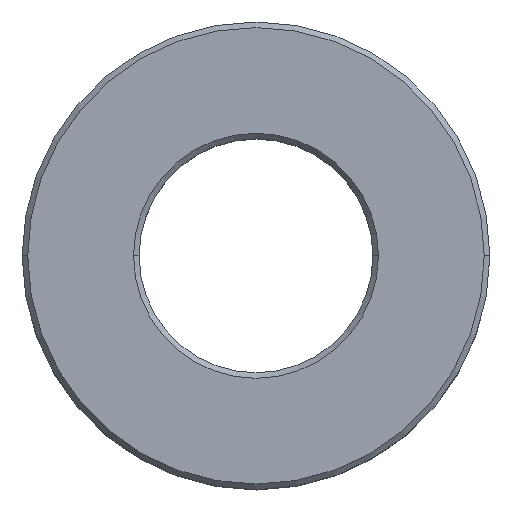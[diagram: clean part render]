
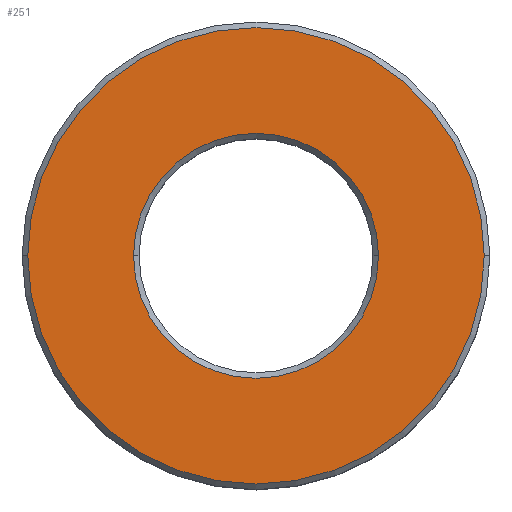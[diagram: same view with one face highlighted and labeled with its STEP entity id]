
A CAD part, top view. The second image highlights one B-rep face of the part: STEP entity #251.
In plain terms, the highlighted planar face has unit normal (0, 0, 1).
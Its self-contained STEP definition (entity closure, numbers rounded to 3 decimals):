
#229=EDGE_CURVE('',#391,#441,#605,.T.);
#251=ADVANCED_FACE('',(#631,#632),#633,.T.);
#323=VERTEX_POINT('',#714);
#331=EDGE_CURVE('',#323,#449,#723,.T.);
#383=EDGE_CURVE('',#441,#391,#784,.T.);
#391=VERTEX_POINT('',#794);
#441=VERTEX_POINT('',#851);
#449=VERTEX_POINT('',#860);
#467=EDGE_CURVE('',#449,#323,#878,.T.);
#605=CIRCLE('',#1034,5.5);
#631=FACE_OUTER_BOUND('',#1067,.T.);
#632=FACE_BOUND('',#1068,.T.);
#633=PLANE('',#1069);
#714=CARTESIAN_POINT('',(10.25,0.0,10.5));
#723=CIRCLE('',#1193,10.25);
#784=CIRCLE('',#1267,5.5);
#794=CARTESIAN_POINT('',(5.5,0.0,10.5));
#851=CARTESIAN_POINT('',(-5.5,0.,10.5));
#860=CARTESIAN_POINT('',(-10.25,0.,10.5));
#878=CIRCLE('',#1386,10.25);
#1034=AXIS2_PLACEMENT_3D('',#1565,#1566,#1567);
#1067=EDGE_LOOP('',(#1612,#1613));
#1068=EDGE_LOOP('',(#1614,#1615));
#1069=AXIS2_PLACEMENT_3D('',#1616,#1617,#1618);
#1193=AXIS2_PLACEMENT_3D('',#1717,#1718,#1719);
#1267=AXIS2_PLACEMENT_3D('',#1805,#1806,#1807);
#1386=AXIS2_PLACEMENT_3D('',#1917,#1918,#1919);
#1565=CARTESIAN_POINT('',(0.0,0.0,10.5));
#1566=DIRECTION('',(0.0,0.,-1.0));
#1567=DIRECTION('',(1.0,0.0,0.0));
#1612=ORIENTED_EDGE('',*,*,#331,.F.);
#1613=ORIENTED_EDGE('',*,*,#467,.F.);
#1614=ORIENTED_EDGE('',*,*,#229,.T.);
#1615=ORIENTED_EDGE('',*,*,#383,.T.);
#1616=CARTESIAN_POINT('',(7.875,0.0,10.5));
#1617=DIRECTION('',(0.0,0.,1.0));
#1618=DIRECTION('',(-1.0,0.0,0.0));
#1717=CARTESIAN_POINT('',(0.0,0.0,10.5));
#1718=DIRECTION('',(0.0,0.,-1.0));
#1719=DIRECTION('',(1.0,0.0,0.0));
#1805=CARTESIAN_POINT('',(0.0,0.0,10.5));
#1806=DIRECTION('',(0.0,0.,-1.0));
#1807=DIRECTION('',(1.0,0.0,0.0));
#1917=CARTESIAN_POINT('',(0.0,0.0,10.5));
#1918=DIRECTION('',(0.0,0.,-1.0));
#1919=DIRECTION('',(1.0,0.0,0.0));
